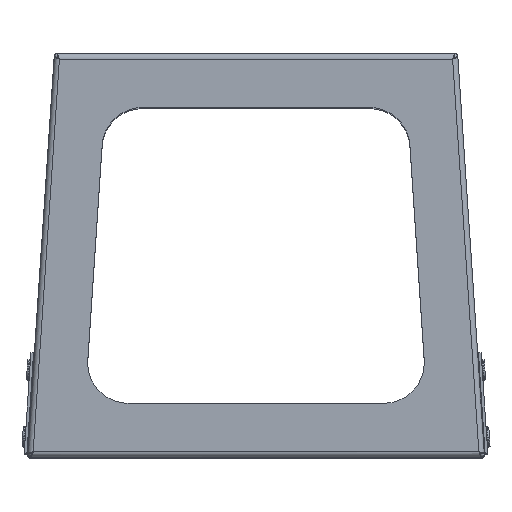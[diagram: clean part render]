
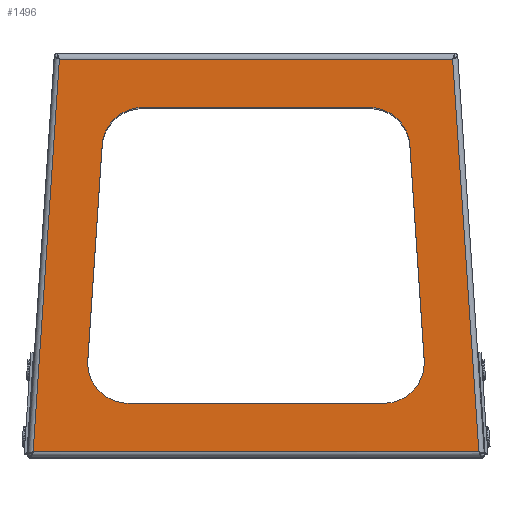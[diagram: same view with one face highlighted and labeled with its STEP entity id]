
A CAD part, top view. The second image highlights one B-rep face of the part: STEP entity #1496.
In plain terms, the highlighted planar face has unit normal (0, 0, 1).
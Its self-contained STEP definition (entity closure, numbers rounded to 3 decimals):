
#76 = DIRECTION ( 'NONE',  ( 1., 0., 0. ) ) ;
#168 = CARTESIAN_POINT ( 'NONE',  ( -95.178, -80., 0. ) ) ;
#180 = VECTOR ( 'NONE', #76, 1000. ) ;
#248 = CARTESIAN_POINT ( 'NONE',  ( -146.258, 146., 0. ) ) ;
#256 = LINE ( 'NONE', #1319, #472 ) ;
#378 = DIRECTION ( 'NONE',  ( -1., 0., 0. ) ) ;
#406 = LINE ( 'NONE', #4471, #9429 ) ;
#472 = VECTOR ( 'NONE', #2087, 1000. ) ;
#791 = VERTEX_POINT ( 'NONE', #4907 ) ;
#900 = VERTEX_POINT ( 'NONE', #2619 ) ;
#1029 = VECTOR ( 'NONE', #3806, 1000. ) ;
#1049 = EDGE_LOOP ( 'NONE', ( #6595, #6429, #6633, #3343 ) ) ;
#1073 = LINE ( 'NONE', #13200, #180 ) ;
#1253 = EDGE_CURVE ( 'NONE', #2476, #1816, #4465, .T. ) ;
#1269 = CARTESIAN_POINT ( 'NONE',  ( -146.138, 147.799, 0. ) ) ;
#1319 = CARTESIAN_POINT ( 'NONE',  ( 148.06, 146., 0. ) ) ;
#1475 = CARTESIAN_POINT ( 'NONE',  ( 125.178, -80., 0. ) ) ;
#1496 = ADVANCED_FACE ( 'NONE', ( #12390, #12249 ), #2601, .T. ) ;
#1595 = CARTESIAN_POINT ( 'NONE',  ( 146.258, 146., 0. ) ) ;
#1760 = EDGE_CURVE ( 'NONE', #8470, #6110, #256, .T. ) ;
#1816 = VERTEX_POINT ( 'NONE', #8902 ) ;
#1954 = VERTEX_POINT ( 'NONE', #8866 ) ;
#1997 = ORIENTED_EDGE ( 'NONE', *, *, #2321, .F. ) ;
#2087 = DIRECTION ( 'NONE',  ( -1., 0., 0. ) ) ;
#2311 = ORIENTED_EDGE ( 'NONE', *, *, #4825, .F. ) ;
#2321 = EDGE_CURVE ( 'NONE', #791, #2476, #13700, .T. ) ;
#2336 = CARTESIAN_POINT ( 'NONE',  ( -84.511, 80., 0. ) ) ;
#2476 = VERTEX_POINT ( 'NONE', #1475 ) ;
#2601 = PLANE ( 'NONE',  #6871 ) ;
#2619 = CARTESIAN_POINT ( 'NONE',  ( -165.724, -146., 0. ) ) ;
#3116 = EDGE_CURVE ( 'NONE', #11507, #791, #1073, .T. ) ;
#3229 = CARTESIAN_POINT ( 'NONE',  ( -167.789, -146., 0. ) ) ;
#3240 = DIRECTION ( 'NONE',  ( 0., 0., 1. ) ) ;
#3343 = ORIENTED_EDGE ( 'NONE', *, *, #1760, .T. ) ;
#3352 = VECTOR ( 'NONE', #7408, 1000. ) ;
#3379 = DIRECTION ( 'NONE',  ( 0., 0., 1. ) ) ;
#3461 = CARTESIAN_POINT ( 'NONE',  ( -114.445, 81.996, 0. ) ) ;
#3501 = LINE ( 'NONE', #3229, #3352 ) ;
#3806 = DIRECTION ( 'NONE',  ( -0.067, 0.998, 0. ) ) ;
#3873 = CARTESIAN_POINT ( 'NONE',  ( -95.178, -110., 0. ) ) ;
#3994 = CIRCLE ( 'NONE', #13519, 30. ) ;
#4441 = VERTEX_POINT ( 'NONE', #7220 ) ;
#4465 = CIRCLE ( 'NONE', #9895, 30. ) ;
#4471 = CARTESIAN_POINT ( 'NONE',  ( -114.445, 81.996, 0. ) ) ;
#4685 = DIRECTION ( 'NONE',  ( -1., 0., 0. ) ) ;
#4697 = EDGE_CURVE ( 'NONE', #6110, #900, #12254, .T. ) ;
#4732 = CARTESIAN_POINT ( 'NONE',  ( 0., 0., 0. ) ) ;
#4759 = CARTESIAN_POINT ( 'NONE',  ( 165.724, -146., 0. ) ) ;
#4790 = VERTEX_POINT ( 'NONE', #3461 ) ;
#4825 = EDGE_CURVE ( 'NONE', #1954, #4790, #10145, .T. ) ;
#4907 = CARTESIAN_POINT ( 'NONE',  ( 95.178, -110., 0. ) ) ;
#5050 = EDGE_CURVE ( 'NONE', #1816, #10272, #11942, .T. ) ;
#5131 = LINE ( 'NONE', #6063, #1029 ) ;
#5506 = DIRECTION ( 'NONE',  ( -1., 0., 0. ) ) ;
#5585 = DIRECTION ( 'NONE',  ( 0., 0., 1. ) ) ;
#6063 = CARTESIAN_POINT ( 'NONE',  ( 165.862, -148.06, 0. ) ) ;
#6110 = VERTEX_POINT ( 'NONE', #248 ) ;
#6146 = EDGE_CURVE ( 'NONE', #900, #10628, #3501, .T. ) ;
#6429 = ORIENTED_EDGE ( 'NONE', *, *, #6146, .T. ) ;
#6498 = CARTESIAN_POINT ( 'NONE',  ( 95.178, -80., 0. ) ) ;
#6516 = ORIENTED_EDGE ( 'NONE', *, *, #11937, .F. ) ;
#6595 = ORIENTED_EDGE ( 'NONE', *, *, #4697, .T. ) ;
#6633 = ORIENTED_EDGE ( 'NONE', *, *, #8076, .T. ) ;
#6704 = EDGE_CURVE ( 'NONE', #10272, #10335, #10922, .T. ) ;
#6871 = AXIS2_PLACEMENT_3D ( 'NONE', #4732, #9122, #11177 ) ;
#7143 = ORIENTED_EDGE ( 'NONE', *, *, #13341, .F. ) ;
#7220 = CARTESIAN_POINT ( 'NONE',  ( -125.112, -78.004, 0. ) ) ;
#7408 = DIRECTION ( 'NONE',  ( 1., 0., 0. ) ) ;
#7572 = AXIS2_PLACEMENT_3D ( 'NONE', #6498, #5585, #11037 ) ;
#7872 = AXIS2_PLACEMENT_3D ( 'NONE', #2336, #10971, #9985 ) ;
#8076 = EDGE_CURVE ( 'NONE', #10628, #8470, #5131, .T. ) ;
#8380 = ORIENTED_EDGE ( 'NONE', *, *, #1253, .F. ) ;
#8470 = VERTEX_POINT ( 'NONE', #1595 ) ;
#8514 = ORIENTED_EDGE ( 'NONE', *, *, #8747, .F. ) ;
#8747 = EDGE_CURVE ( 'NONE', #4441, #11507, #3994, .T. ) ;
#8787 = VECTOR ( 'NONE', #13151, 1000. ) ;
#8866 = CARTESIAN_POINT ( 'NONE',  ( -84.511, 110., 0. ) ) ;
#8902 = CARTESIAN_POINT ( 'NONE',  ( 125.112, -78.004, 0. ) ) ;
#9122 = DIRECTION ( 'NONE',  ( 0., 0., 1. ) ) ;
#9429 = VECTOR ( 'NONE', #10982, 1000. ) ;
#9557 = ORIENTED_EDGE ( 'NONE', *, *, #5050, .F. ) ;
#9845 = CARTESIAN_POINT ( 'NONE',  ( 95.178, -80., 0. ) ) ;
#9895 = AXIS2_PLACEMENT_3D ( 'NONE', #9845, #3240, #13035 ) ;
#9985 = DIRECTION ( 'NONE',  ( 1., 0., 0. ) ) ;
#10059 = DIRECTION ( 'NONE',  ( -0.067, -0.998, 0. ) ) ;
#10145 = CIRCLE ( 'NONE', #7872, 30. ) ;
#10272 = VERTEX_POINT ( 'NONE', #13641 ) ;
#10280 = VECTOR ( 'NONE', #4685, 1000. ) ;
#10335 = VERTEX_POINT ( 'NONE', #13066 ) ;
#10463 = AXIS2_PLACEMENT_3D ( 'NONE', #13951, #3379, #5506 ) ;
#10628 = VERTEX_POINT ( 'NONE', #4759 ) ;
#10922 = CIRCLE ( 'NONE', #10463, 30. ) ;
#10971 = DIRECTION ( 'NONE',  ( 0., 0., 1. ) ) ;
#10982 = DIRECTION ( 'NONE',  ( -0.067, -0.998, 0. ) ) ;
#11037 = DIRECTION ( 'NONE',  ( -1., 0., 0. ) ) ;
#11129 = LINE ( 'NONE', #12272, #10280 ) ;
#11177 = DIRECTION ( 'NONE',  ( 1., 0., 0. ) ) ;
#11472 = ORIENTED_EDGE ( 'NONE', *, *, #3116, .F. ) ;
#11507 = VERTEX_POINT ( 'NONE', #3873 ) ;
#11937 = EDGE_CURVE ( 'NONE', #10335, #1954, #11129, .T. ) ;
#11942 = LINE ( 'NONE', #13078, #8787 ) ;
#12009 = EDGE_LOOP ( 'NONE', ( #1997, #11472, #8514, #7143, #2311, #6516, #13049, #9557, #8380 ) ) ;
#12249 = FACE_OUTER_BOUND ( 'NONE', #1049, .T. ) ;
#12254 = LINE ( 'NONE', #1269, #13997 ) ;
#12272 = CARTESIAN_POINT ( 'NONE',  ( -84.511, 110., 0. ) ) ;
#12390 = FACE_BOUND ( 'NONE', #12009, .T. ) ;
#13035 = DIRECTION ( 'NONE',  ( -1., 0., 0. ) ) ;
#13049 = ORIENTED_EDGE ( 'NONE', *, *, #6704, .F. ) ;
#13066 = CARTESIAN_POINT ( 'NONE',  ( 84.511, 110., 0. ) ) ;
#13078 = CARTESIAN_POINT ( 'NONE',  ( 125.112, -78.004, 0. ) ) ;
#13151 = DIRECTION ( 'NONE',  ( -0.067, 0.998, 0. ) ) ;
#13200 = CARTESIAN_POINT ( 'NONE',  ( -95.178, -110., 0. ) ) ;
#13341 = EDGE_CURVE ( 'NONE', #4790, #4441, #406, .T. ) ;
#13355 = DIRECTION ( 'NONE',  ( 0., 0., 1. ) ) ;
#13519 = AXIS2_PLACEMENT_3D ( 'NONE', #168, #13355, #378 ) ;
#13641 = CARTESIAN_POINT ( 'NONE',  ( 114.445, 81.996, 0. ) ) ;
#13700 = CIRCLE ( 'NONE', #7572, 30. ) ;
#13951 = CARTESIAN_POINT ( 'NONE',  ( 84.511, 80., 0. ) ) ;
#13997 = VECTOR ( 'NONE', #10059, 1000. ) ;
